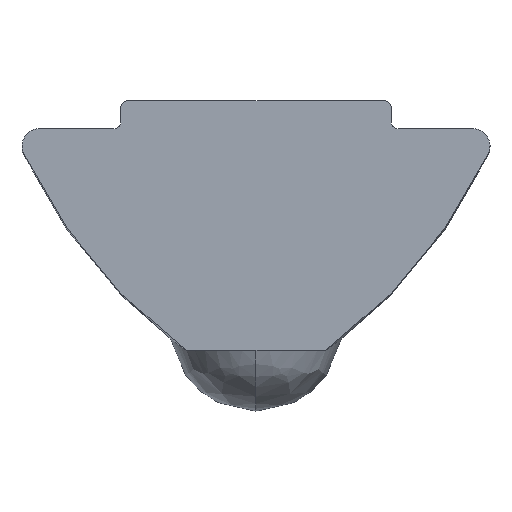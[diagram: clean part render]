
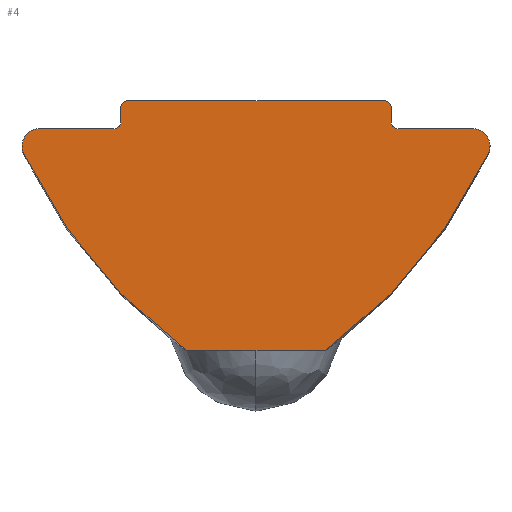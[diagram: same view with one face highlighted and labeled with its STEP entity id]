
A CAD part, top view. The second image highlights one B-rep face of the part: STEP entity #4.
In plain terms, the highlighted planar face has unit normal (0, 0, 1).
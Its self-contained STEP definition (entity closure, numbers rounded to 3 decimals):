
#4 = ADVANCED_FACE ( 'NONE', ( #427 ), #24, .T. ) ;
#6 = AXIS2_PLACEMENT_3D ( 'NONE', #392, #592, #454 ) ;
#10 = ORIENTED_EDGE ( 'NONE', *, *, #181, .T. ) ;
#13 = CARTESIAN_POINT ( 'NONE',  ( 3.7, -0.8, 14.5 ) ) ;
#24 = PLANE ( 'NONE',  #280 ) ;
#40 = CARTESIAN_POINT ( 'NONE',  ( -3.9, -0.2, 14.5 ) ) ;
#49 = EDGE_CURVE ( 'NONE', #359, #686, #172, .T. ) ;
#57 = CIRCLE ( 'NONE', #617, 0.505 ) ;
#60 = CARTESIAN_POINT ( 'NONE',  ( 3.7, -0.2, 14.5 ) ) ;
#94 = ORIENTED_EDGE ( 'NONE', *, *, #510, .F. ) ;
#103 = DIRECTION ( 'NONE',  ( 0., 1., 0. ) ) ;
#116 = DIRECTION ( 'NONE',  ( 0., 0., 1. ) ) ;
#130 = EDGE_LOOP ( 'NONE', ( #830, #300, #94, #179, #227, #807, #435, #395, #448, #505, #832, #821, #10, #376 ) ) ;
#147 = DIRECTION ( 'NONE',  ( 0., 0., 1. ) ) ;
#154 = CARTESIAN_POINT ( 'NONE',  ( 4.1, -0.6, 14.5 ) ) ;
#168 = CIRCLE ( 'NONE', #727, 15. ) ;
#172 = LINE ( 'NONE', #254, #544 ) ;
#179 = ORIENTED_EDGE ( 'NONE', *, *, #49, .T. ) ;
#181 = EDGE_CURVE ( 'NONE', #460, #765, #311, .T. ) ;
#202 = AXIS2_PLACEMENT_3D ( 'NONE', #60, #333, #596 ) ;
#204 = LINE ( 'NONE', #522, #391 ) ;
#215 = VERTEX_POINT ( 'NONE', #801 ) ;
#217 = DIRECTION ( 'NONE',  ( 0., 0., -1. ) ) ;
#218 = CIRCLE ( 'NONE', #854, 0.2 ) ;
#221 = DIRECTION ( 'NONE',  ( 1., 0., 0. ) ) ;
#226 = CARTESIAN_POINT ( 'NONE',  ( 4.1, -0.8, 14.5 ) ) ;
#227 = ORIENTED_EDGE ( 'NONE', *, *, #252, .F. ) ;
#242 = LINE ( 'NONE', #40, #270 ) ;
#244 = DIRECTION ( 'NONE',  ( 0., 0., -1. ) ) ;
#252 = EDGE_CURVE ( 'NONE', #751, #686, #218, .T. ) ;
#254 = CARTESIAN_POINT ( 'NONE',  ( 3.7, 0., 14.5 ) ) ;
#264 = CARTESIAN_POINT ( 'NONE',  ( -3.9, -0.6, 14.5 ) ) ;
#270 = VECTOR ( 'NONE', #418, 1000. ) ;
#272 = LINE ( 'NONE', #13, #296 ) ;
#274 = VERTEX_POINT ( 'NONE', #264 ) ;
#278 = EDGE_CURVE ( 'NONE', #390, #215, #204, .T. ) ;
#280 = AXIS2_PLACEMENT_3D ( 'NONE', #423, #147, #700 ) ;
#295 = CIRCLE ( 'NONE', #642, 0.2 ) ;
#296 = VECTOR ( 'NONE', #749, 1000. ) ;
#300 = ORIENTED_EDGE ( 'NONE', *, *, #278, .T. ) ;
#305 = CARTESIAN_POINT ( 'NONE',  ( -6.701, -1.522, 14.5 ) ) ;
#307 = CARTESIAN_POINT ( 'NONE',  ( 3.7, 0., 14.5 ) ) ;
#310 = EDGE_CURVE ( 'NONE', #555, #422, #57, .T. ) ;
#311 = CIRCLE ( 'NONE', #328, 0.505 ) ;
#327 = VERTEX_POINT ( 'NONE', #368 ) ;
#328 = AXIS2_PLACEMENT_3D ( 'NONE', #513, #116, #784 ) ;
#329 = LINE ( 'NONE', #512, #603 ) ;
#333 = DIRECTION ( 'NONE',  ( 0., 0., -1. ) ) ;
#335 = DIRECTION ( 'NONE',  ( -1., 0., 0. ) ) ;
#342 = CARTESIAN_POINT ( 'NONE',  ( -3.9, -0.2, 14.5 ) ) ;
#359 = VERTEX_POINT ( 'NONE', #307 ) ;
#368 = CARTESIAN_POINT ( 'NONE',  ( -4.1, -0.8, 14.5 ) ) ;
#374 = EDGE_CURVE ( 'NONE', #555, #558, #168, .T. ) ;
#376 = ORIENTED_EDGE ( 'NONE', *, *, #458, .T. ) ;
#390 = VERTEX_POINT ( 'NONE', #412 ) ;
#391 = VECTOR ( 'NONE', #537, 1000. ) ;
#392 = CARTESIAN_POINT ( 'NONE',  ( -4.1, -0.6, 14.5 ) ) ;
#395 = ORIENTED_EDGE ( 'NONE', *, *, #691, .T. ) ;
#399 = CARTESIAN_POINT ( 'NONE',  ( -3.7, 0., 14.5 ) ) ;
#403 = VERTEX_POINT ( 'NONE', #226 ) ;
#411 = LINE ( 'NONE', #540, #683 ) ;
#412 = CARTESIAN_POINT ( 'NONE',  ( 3.9, -0.6, 14.5 ) ) ;
#418 = DIRECTION ( 'NONE',  ( 0., -1., 0. ) ) ;
#422 = VERTEX_POINT ( 'NONE', #794 ) ;
#423 = CARTESIAN_POINT ( 'NONE',  ( 3.7, -0.2, 14.5 ) ) ;
#427 = FACE_OUTER_BOUND ( 'NONE', #130, .T. ) ;
#429 = CIRCLE ( 'NONE', #628, 15. ) ;
#435 = ORIENTED_EDGE ( 'NONE', *, *, #498, .T. ) ;
#448 = ORIENTED_EDGE ( 'NONE', *, *, #310, .F. ) ;
#454 = DIRECTION ( 'NONE',  ( 0., 1., 0. ) ) ;
#455 = CARTESIAN_POINT ( 'NONE',  ( -3.7, -0.2, 14.5 ) ) ;
#457 = VERTEX_POINT ( 'NONE', #517 ) ;
#458 = EDGE_CURVE ( 'NONE', #765, #403, #329, .T. ) ;
#460 = VERTEX_POINT ( 'NONE', #860 ) ;
#477 = CARTESIAN_POINT ( 'NONE',  ( 6.85, 4.91, 14.5 ) ) ;
#498 = EDGE_CURVE ( 'NONE', #274, #327, #797, .T. ) ;
#505 = ORIENTED_EDGE ( 'NONE', *, *, #374, .T. ) ;
#507 = DIRECTION ( 'NONE',  ( 0., 1., 0. ) ) ;
#510 = EDGE_CURVE ( 'NONE', #359, #215, #574, .T. ) ;
#512 = CARTESIAN_POINT ( 'NONE',  ( 3.7, -0.8, 14.5 ) ) ;
#513 = CARTESIAN_POINT ( 'NONE',  ( 6.245, -1.305, 14.5 ) ) ;
#514 = CARTESIAN_POINT ( 'NONE',  ( -6.85, 4.91, 14.5 ) ) ;
#517 = CARTESIAN_POINT ( 'NONE',  ( 2.001, -7.2, 14.5 ) ) ;
#520 = EDGE_CURVE ( 'NONE', #558, #457, #411, .T. ) ;
#522 = CARTESIAN_POINT ( 'NONE',  ( 3.9, -0.6, 14.5 ) ) ;
#537 = DIRECTION ( 'NONE',  ( 0., 1., 0. ) ) ;
#540 = CARTESIAN_POINT ( 'NONE',  ( -2.001, -7.2, 14.5 ) ) ;
#542 = DIRECTION ( 'NONE',  ( 0., 1., 0. ) ) ;
#544 = VECTOR ( 'NONE', #770, 1000. ) ;
#549 = EDGE_CURVE ( 'NONE', #403, #390, #295, .T. ) ;
#553 = EDGE_CURVE ( 'NONE', #751, #274, #242, .T. ) ;
#555 = VERTEX_POINT ( 'NONE', #305 ) ;
#557 = CARTESIAN_POINT ( 'NONE',  ( -2.001, -7.2, 14.5 ) ) ;
#558 = VERTEX_POINT ( 'NONE', #557 ) ;
#570 = CARTESIAN_POINT ( 'NONE',  ( 6.245, -0.8, 14.5 ) ) ;
#574 = CIRCLE ( 'NONE', #202, 0.2 ) ;
#586 = EDGE_CURVE ( 'NONE', #460, #457, #429, .T. ) ;
#592 = DIRECTION ( 'NONE',  ( 0., 0., -1. ) ) ;
#595 = DIRECTION ( 'NONE',  ( 0., 1., 0. ) ) ;
#596 = DIRECTION ( 'NONE',  ( 0., 1., 0. ) ) ;
#603 = VECTOR ( 'NONE', #335, 1000. ) ;
#617 = AXIS2_PLACEMENT_3D ( 'NONE', #837, #244, #507 ) ;
#628 = AXIS2_PLACEMENT_3D ( 'NONE', #514, #723, #595 ) ;
#642 = AXIS2_PLACEMENT_3D ( 'NONE', #154, #702, #103 ) ;
#683 = VECTOR ( 'NONE', #221, 1000. ) ;
#686 = VERTEX_POINT ( 'NONE', #399 ) ;
#691 = EDGE_CURVE ( 'NONE', #327, #422, #272, .T. ) ;
#700 = DIRECTION ( 'NONE',  ( 0., -1., 0. ) ) ;
#702 = DIRECTION ( 'NONE',  ( 0., 0., -1. ) ) ;
#707 = DIRECTION ( 'NONE',  ( 0., 1., 0. ) ) ;
#723 = DIRECTION ( 'NONE',  ( 0., 0., -1. ) ) ;
#727 = AXIS2_PLACEMENT_3D ( 'NONE', #477, #747, #707 ) ;
#747 = DIRECTION ( 'NONE',  ( 0., 0., 1. ) ) ;
#749 = DIRECTION ( 'NONE',  ( -1., 0., 0. ) ) ;
#751 = VERTEX_POINT ( 'NONE', #342 ) ;
#765 = VERTEX_POINT ( 'NONE', #570 ) ;
#770 = DIRECTION ( 'NONE',  ( -1., 0., 0. ) ) ;
#784 = DIRECTION ( 'NONE',  ( 0., 1., 0. ) ) ;
#794 = CARTESIAN_POINT ( 'NONE',  ( -6.245, -0.8, 14.5 ) ) ;
#797 = CIRCLE ( 'NONE', #6, 0.2 ) ;
#801 = CARTESIAN_POINT ( 'NONE',  ( 3.9, -0.2, 14.5 ) ) ;
#807 = ORIENTED_EDGE ( 'NONE', *, *, #553, .T. ) ;
#821 = ORIENTED_EDGE ( 'NONE', *, *, #586, .F. ) ;
#830 = ORIENTED_EDGE ( 'NONE', *, *, #549, .T. ) ;
#832 = ORIENTED_EDGE ( 'NONE', *, *, #520, .T. ) ;
#837 = CARTESIAN_POINT ( 'NONE',  ( -6.245, -1.305, 14.5 ) ) ;
#854 = AXIS2_PLACEMENT_3D ( 'NONE', #455, #217, #542 ) ;
#860 = CARTESIAN_POINT ( 'NONE',  ( 6.701, -1.522, 14.5 ) ) ;
